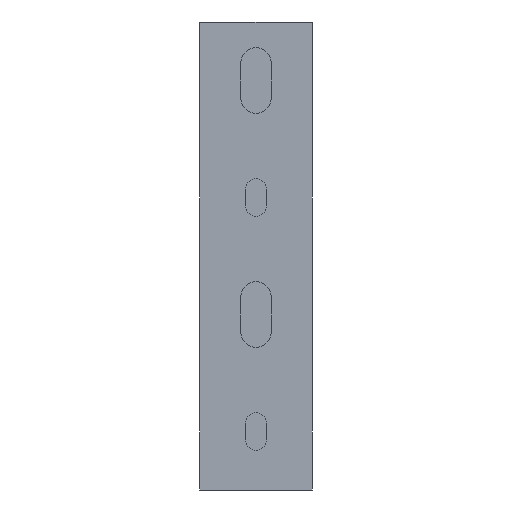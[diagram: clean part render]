
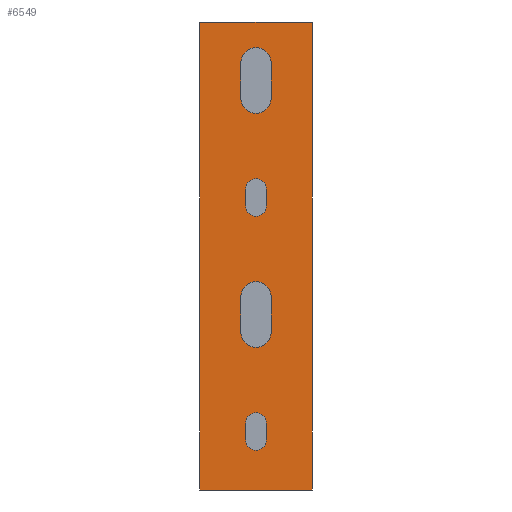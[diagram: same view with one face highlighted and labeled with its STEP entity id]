
A CAD part, front view. The second image highlights one B-rep face of the part: STEP entity #6549.
In plain terms, the highlighted planar face has unit normal (0, -1, 0).
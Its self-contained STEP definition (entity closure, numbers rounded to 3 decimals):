
#1500=DIRECTION('',(0.,0.,1.));
#1501=VECTOR('',#1500,100.);
#1502=CARTESIAN_POINT('',(12.,0.,0.));
#1503=LINE('',#1502,#1501);
#2400=DIRECTION('',(-1.,0.,0.));
#2401=VECTOR('',#2400,24.);
#2402=CARTESIAN_POINT('',(12.,0.,100.));
#2403=LINE('',#2402,#2401);
#2434=DIRECTION('',(-1.,0.,0.));
#2435=VECTOR('',#2434,24.);
#2436=CARTESIAN_POINT('',(12.,0.,0.));
#2437=LINE('',#2436,#2435);
#2438=DIRECTION('',(0.,0.,1.));
#2439=VECTOR('',#2438,100.);
#2440=CARTESIAN_POINT('',(-12.,0.,0.));
#2441=LINE('',#2440,#2439);
#2442=CARTESIAN_POINT('',(0.,0.,91.25));
#2443=DIRECTION('',(0.,1.,0.));
#2444=DIRECTION('',(-1.,0.,0.));
#2445=AXIS2_PLACEMENT_3D('',#2442,#2443,#2444);
#2447=DIRECTION('',(0.,0.,1.));
#2448=VECTOR('',#2447,7.5);
#2449=CARTESIAN_POINT('',(-3.25,0.,83.75));
#2450=LINE('',#2449,#2448);
#2451=CARTESIAN_POINT('',(0.,0.,83.75));
#2452=DIRECTION('',(0.,1.,0.));
#2453=DIRECTION('',(1.,0.,0.));
#2454=AXIS2_PLACEMENT_3D('',#2451,#2452,#2453);
#2456=DIRECTION('',(0.,0.,-1.));
#2457=VECTOR('',#2456,7.5);
#2458=CARTESIAN_POINT('',(3.25,0.,91.25));
#2459=LINE('',#2458,#2457);
#2460=CARTESIAN_POINT('',(0.,0.,64.25));
#2461=DIRECTION('',(0.,1.,0.));
#2462=DIRECTION('',(-1.,0.,0.));
#2463=AXIS2_PLACEMENT_3D('',#2460,#2461,#2462);
#2465=DIRECTION('',(0.,0.,1.));
#2466=VECTOR('',#2465,3.5);
#2467=CARTESIAN_POINT('',(-2.25,0.,60.75));
#2468=LINE('',#2467,#2466);
#2469=CARTESIAN_POINT('',(0.,0.,60.75));
#2470=DIRECTION('',(0.,1.,0.));
#2471=DIRECTION('',(1.,0.,0.));
#2472=AXIS2_PLACEMENT_3D('',#2469,#2470,#2471);
#2474=DIRECTION('',(0.,0.,-1.));
#2475=VECTOR('',#2474,3.5);
#2476=CARTESIAN_POINT('',(2.25,0.,64.25));
#2477=LINE('',#2476,#2475);
#2478=CARTESIAN_POINT('',(0.,0.,41.25));
#2479=DIRECTION('',(0.,1.,0.));
#2480=DIRECTION('',(-1.,0.,0.));
#2481=AXIS2_PLACEMENT_3D('',#2478,#2479,#2480);
#2483=DIRECTION('',(0.,0.,1.));
#2484=VECTOR('',#2483,7.5);
#2485=CARTESIAN_POINT('',(-3.25,0.,33.75));
#2486=LINE('',#2485,#2484);
#2487=CARTESIAN_POINT('',(0.,0.,33.75));
#2488=DIRECTION('',(0.,1.,0.));
#2489=DIRECTION('',(1.,0.,0.));
#2490=AXIS2_PLACEMENT_3D('',#2487,#2488,#2489);
#2492=DIRECTION('',(0.,0.,-1.));
#2493=VECTOR('',#2492,7.5);
#2494=CARTESIAN_POINT('',(3.25,0.,41.25));
#2495=LINE('',#2494,#2493);
#2496=CARTESIAN_POINT('',(0.,0.,14.25));
#2497=DIRECTION('',(0.,1.,0.));
#2498=DIRECTION('',(-1.,0.,0.));
#2499=AXIS2_PLACEMENT_3D('',#2496,#2497,#2498);
#2501=DIRECTION('',(0.,0.,1.));
#2502=VECTOR('',#2501,3.5);
#2503=CARTESIAN_POINT('',(-2.25,0.,10.75));
#2504=LINE('',#2503,#2502);
#2505=CARTESIAN_POINT('',(0.,0.,10.75));
#2506=DIRECTION('',(0.,1.,0.));
#2507=DIRECTION('',(1.,0.,0.));
#2508=AXIS2_PLACEMENT_3D('',#2505,#2506,#2507);
#2510=DIRECTION('',(0.,0.,-1.));
#2511=VECTOR('',#2510,3.5);
#2512=CARTESIAN_POINT('',(2.25,0.,14.25));
#2513=LINE('',#2512,#2511);
#2694=CARTESIAN_POINT('',(-3.25,0.,91.25));
#2695=CARTESIAN_POINT('',(3.25,0.,91.25));
#2696=VERTEX_POINT('',#2694);
#2697=VERTEX_POINT('',#2695);
#2698=CARTESIAN_POINT('',(3.25,0.,83.75));
#2699=VERTEX_POINT('',#2698);
#2700=CARTESIAN_POINT('',(-3.25,0.,83.75));
#2701=VERTEX_POINT('',#2700);
#2702=CARTESIAN_POINT('',(-2.25,0.,64.25));
#2703=CARTESIAN_POINT('',(2.25,0.,64.25));
#2704=VERTEX_POINT('',#2702);
#2705=VERTEX_POINT('',#2703);
#2706=CARTESIAN_POINT('',(2.25,0.,60.75));
#2707=VERTEX_POINT('',#2706);
#2708=CARTESIAN_POINT('',(-2.25,0.,60.75));
#2709=VERTEX_POINT('',#2708);
#2726=CARTESIAN_POINT('',(-3.25,0.,41.25));
#2727=CARTESIAN_POINT('',(3.25,0.,41.25));
#2728=VERTEX_POINT('',#2726);
#2729=VERTEX_POINT('',#2727);
#2730=CARTESIAN_POINT('',(3.25,0.,33.75));
#2731=VERTEX_POINT('',#2730);
#2732=CARTESIAN_POINT('',(-3.25,0.,33.75));
#2733=VERTEX_POINT('',#2732);
#2734=CARTESIAN_POINT('',(-2.25,0.,14.25));
#2735=CARTESIAN_POINT('',(2.25,0.,14.25));
#2736=VERTEX_POINT('',#2734);
#2737=VERTEX_POINT('',#2735);
#2738=CARTESIAN_POINT('',(2.25,0.,10.75));
#2739=VERTEX_POINT('',#2738);
#2740=CARTESIAN_POINT('',(-2.25,0.,10.75));
#2741=VERTEX_POINT('',#2740);
#2950=CARTESIAN_POINT('',(-12.,0.,0.));
#2951=CARTESIAN_POINT('',(-12.,0.,100.));
#2952=VERTEX_POINT('',#2950);
#2953=VERTEX_POINT('',#2951);
#2954=CARTESIAN_POINT('',(12.,0.,0.));
#2955=CARTESIAN_POINT('',(12.,0.,100.));
#2956=VERTEX_POINT('',#2954);
#2957=VERTEX_POINT('',#2955);
#6498=CARTESIAN_POINT('',(-11.,0.,0.));
#6499=DIRECTION('',(0.,-1.,0.));
#6500=DIRECTION('',(1.,0.,0.));
#6501=AXIS2_PLACEMENT_3D('',#6498,#6499,#6500);
#6502=PLANE('',#6501);
#6503=ORIENTED_EDGE('',*,*,#6477,.F.);
#6504=ORIENTED_EDGE('',*,*,#5374,.F.);
#6505=ORIENTED_EDGE('',*,*,#3485,.T.);
#6506=ORIENTED_EDGE('',*,*,#4049,.T.);
#6507=EDGE_LOOP('',(#6503,#6504,#6505,#6506));
#6508=FACE_OUTER_BOUND('',#6507,.F.);
#6510=ORIENTED_EDGE('',*,*,#6509,.F.);
#6512=ORIENTED_EDGE('',*,*,#6511,.F.);
#6514=ORIENTED_EDGE('',*,*,#6513,.F.);
#6516=ORIENTED_EDGE('',*,*,#6515,.F.);
#6517=EDGE_LOOP('',(#6510,#6512,#6514,#6516));
#6518=FACE_BOUND('',#6517,.F.);
#6520=ORIENTED_EDGE('',*,*,#6519,.F.);
#6522=ORIENTED_EDGE('',*,*,#6521,.F.);
#6524=ORIENTED_EDGE('',*,*,#6523,.F.);
#6526=ORIENTED_EDGE('',*,*,#6525,.F.);
#6527=EDGE_LOOP('',(#6520,#6522,#6524,#6526));
#6528=FACE_BOUND('',#6527,.F.);
#6530=ORIENTED_EDGE('',*,*,#6529,.F.);
#6532=ORIENTED_EDGE('',*,*,#6531,.F.);
#6534=ORIENTED_EDGE('',*,*,#6533,.F.);
#6536=ORIENTED_EDGE('',*,*,#6535,.F.);
#6537=EDGE_LOOP('',(#6530,#6532,#6534,#6536));
#6538=FACE_BOUND('',#6537,.F.);
#6540=ORIENTED_EDGE('',*,*,#6539,.F.);
#6542=ORIENTED_EDGE('',*,*,#6541,.F.);
#6544=ORIENTED_EDGE('',*,*,#6543,.F.);
#6546=ORIENTED_EDGE('',*,*,#6545,.F.);
#6547=EDGE_LOOP('',(#6540,#6542,#6544,#6546));
#6548=FACE_BOUND('',#6547,.F.);
#2446=CIRCLE('',#2445,3.25);
#2455=CIRCLE('',#2454,3.25);
#2464=CIRCLE('',#2463,2.25);
#2473=CIRCLE('',#2472,2.25);
#2482=CIRCLE('',#2481,3.25);
#2491=CIRCLE('',#2490,3.25);
#2500=CIRCLE('',#2499,2.25);
#2509=CIRCLE('',#2508,2.25);
#3485=EDGE_CURVE('',#2956,#2952,#2437,.T.);
#4049=EDGE_CURVE('',#2952,#2953,#2441,.T.);
#5374=EDGE_CURVE('',#2956,#2957,#1503,.T.);
#6477=EDGE_CURVE('',#2957,#2953,#2403,.T.);
#6509=EDGE_CURVE('',#2696,#2697,#2446,.T.);
#6511=EDGE_CURVE('',#2701,#2696,#2450,.T.);
#6513=EDGE_CURVE('',#2699,#2701,#2455,.T.);
#6515=EDGE_CURVE('',#2697,#2699,#2459,.T.);
#6519=EDGE_CURVE('',#2704,#2705,#2464,.T.);
#6521=EDGE_CURVE('',#2709,#2704,#2468,.T.);
#6523=EDGE_CURVE('',#2707,#2709,#2473,.T.);
#6525=EDGE_CURVE('',#2705,#2707,#2477,.T.);
#6529=EDGE_CURVE('',#2728,#2729,#2482,.T.);
#6531=EDGE_CURVE('',#2733,#2728,#2486,.T.);
#6533=EDGE_CURVE('',#2731,#2733,#2491,.T.);
#6535=EDGE_CURVE('',#2729,#2731,#2495,.T.);
#6539=EDGE_CURVE('',#2736,#2737,#2500,.T.);
#6541=EDGE_CURVE('',#2741,#2736,#2504,.T.);
#6543=EDGE_CURVE('',#2739,#2741,#2509,.T.);
#6545=EDGE_CURVE('',#2737,#2739,#2513,.T.);
#6549=ADVANCED_FACE('',(#6508,#6518,#6528,#6538,#6548),#6502,.T.);
